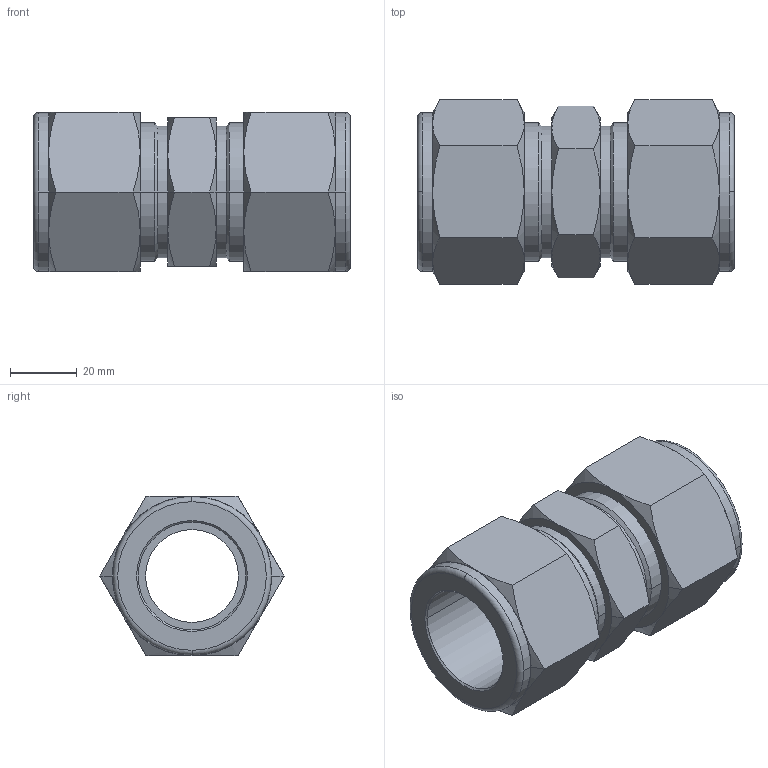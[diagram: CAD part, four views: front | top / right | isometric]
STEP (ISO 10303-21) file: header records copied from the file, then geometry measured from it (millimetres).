
FILE_DESCRIPTION(('STEP AP203'),'1');
FILE_NAME('su-20.stp','2022-11-17T18:36:37',('TraceParts'),('TraceParts S.A.'),'Spatial InterOp 3D',' ',' ');
FILE_SCHEMA(('CONFIG_CONTROL_DESIGN'));
Length unit declared in the file: millimetre
Products named in the file (1): 1
Bounding box: 94.55 x 54.99 x 47.62 mm (x, y, z)
Volume: 93803.1 mm3; surface area: 28357.8 mm2
Topology: 1 solids, 1 shells, 106 faces, 230 edges, 134 vertices
Faces by surface type: cone 56, plane 28, cylinder 18, torus 4
Entity records: 2828 total; most frequent: CARTESIAN_POINT 615, DIRECTION 474, ORIENTED_EDGE 460, EDGE_CURVE 230, AXIS2_PLACEMENT_3D 209, VERTEX_POINT 134, EDGE_LOOP 116, ADVANCED_FACE 106
